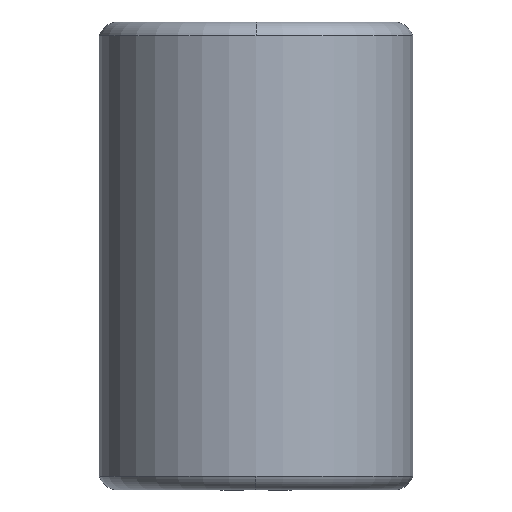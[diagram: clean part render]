
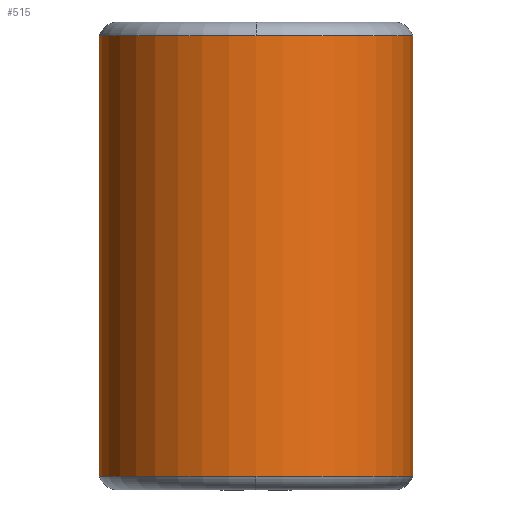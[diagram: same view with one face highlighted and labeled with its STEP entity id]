
A CAD part, front view. The second image highlights one B-rep face of the part: STEP entity #515.
In plain terms, the highlighted cylindrical face has radius 5.994 mm (diameter 11.988 mm), a partial arc.
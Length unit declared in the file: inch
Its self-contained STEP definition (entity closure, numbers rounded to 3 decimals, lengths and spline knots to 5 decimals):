
#9 = DIRECTION ( 'NONE',  ( 1., 0., 0. ) ) ;
#27 = CYLINDRICAL_SURFACE ( 'NONE', #618, 0.23597 ) ;
#49 = CARTESIAN_POINT ( 'NONE',  ( 0.23597, 0., -0.33172 ) ) ;
#51 = VERTEX_POINT ( 'NONE', #181 ) ;
#116 = DIRECTION ( 'NONE',  ( 0., 0., 1. ) ) ;
#129 = DIRECTION ( 'NONE',  ( 0., 0., 1. ) ) ;
#152 = CARTESIAN_POINT ( 'NONE',  ( 0., 0., 0.33172 ) ) ;
#178 = AXIS2_PLACEMENT_3D ( 'NONE', #795, #867, #550 ) ;
#181 = CARTESIAN_POINT ( 'NONE',  ( 0., -0.23598, 0.33172 ) ) ;
#185 = CIRCLE ( 'NONE', #498, 0.23597 ) ;
#193 = AXIS2_PLACEMENT_3D ( 'NONE', #634, #292, #203 ) ;
#203 = DIRECTION ( 'NONE',  ( 0., -1., 0. ) ) ;
#207 = CARTESIAN_POINT ( 'NONE',  ( 0., 0., -0.33172 ) ) ;
#214 = DIRECTION ( 'NONE',  ( 0., 0., 1. ) ) ;
#221 = DIRECTION ( 'NONE',  ( 0., 0., -1. ) ) ;
#237 = VERTEX_POINT ( 'NONE', #424 ) ;
#242 = CARTESIAN_POINT ( 'NONE',  ( -0.23597, 0., -0.33172 ) ) ;
#279 = VECTOR ( 'NONE', #214, 39.37008 ) ;
#283 = AXIS2_PLACEMENT_3D ( 'NONE', #152, #221, #876 ) ;
#292 = DIRECTION ( 'NONE',  ( 0., 0., 1. ) ) ;
#305 = ORIENTED_EDGE ( 'NONE', *, *, #440, .T. ) ;
#390 = CARTESIAN_POINT ( 'NONE',  ( 0., -0.23598, -0.33172 ) ) ;
#422 = DIRECTION ( 'NONE',  ( 0., 0., 1. ) ) ;
#424 = CARTESIAN_POINT ( 'NONE',  ( 0.23597, 0., 0.33172 ) ) ;
#435 = EDGE_CURVE ( 'NONE', #51, #873, #613, .T. ) ;
#440 = EDGE_CURVE ( 'NONE', #237, #51, #949, .T. ) ;
#463 = LINE ( 'NONE', #940, #279 ) ;
#498 = AXIS2_PLACEMENT_3D ( 'NONE', #207, #116, #1025 ) ;
#509 = ORIENTED_EDGE ( 'NONE', *, *, #1042, .T. ) ;
#515 = ADVANCED_FACE ( 'NONE', ( #664 ), #27, .T. ) ;
#519 = ORIENTED_EDGE ( 'NONE', *, *, #435, .T. ) ;
#550 = DIRECTION ( 'NONE',  ( 0., 1., 0. ) ) ;
#574 = CARTESIAN_POINT ( 'NONE',  ( -0.23597, 0., 0.33172 ) ) ;
#585 = EDGE_CURVE ( 'NONE', #607, #237, #844, .T. ) ;
#607 = VERTEX_POINT ( 'NONE', #49 ) ;
#613 = CIRCLE ( 'NONE', #283, 0.23597 ) ;
#618 = AXIS2_PLACEMENT_3D ( 'NONE', #752, #422, #9 ) ;
#625 = EDGE_CURVE ( 'NONE', #1011, #607, #185, .T. ) ;
#626 = CARTESIAN_POINT ( 'NONE',  ( 0.23597, 0., -0.35235 ) ) ;
#634 = CARTESIAN_POINT ( 'NONE',  ( 0., 0., -0.33172 ) ) ;
#652 = ORIENTED_EDGE ( 'NONE', *, *, #1036, .F. ) ;
#661 = CIRCLE ( 'NONE', #193, 0.23597 ) ;
#664 = FACE_OUTER_BOUND ( 'NONE', #779, .T. ) ;
#705 = VECTOR ( 'NONE', #129, 39.37008 ) ;
#752 = CARTESIAN_POINT ( 'NONE',  ( 0., 0., -0.35235 ) ) ;
#773 = VERTEX_POINT ( 'NONE', #242 ) ;
#779 = EDGE_LOOP ( 'NONE', ( #652, #509, #857, #784, #305, #519 ) ) ;
#784 = ORIENTED_EDGE ( 'NONE', *, *, #585, .T. ) ;
#795 = CARTESIAN_POINT ( 'NONE',  ( 0., 0., 0.33172 ) ) ;
#844 = LINE ( 'NONE', #626, #705 ) ;
#857 = ORIENTED_EDGE ( 'NONE', *, *, #625, .T. ) ;
#867 = DIRECTION ( 'NONE',  ( 0., 0., -1. ) ) ;
#873 = VERTEX_POINT ( 'NONE', #574 ) ;
#876 = DIRECTION ( 'NONE',  ( 0., 1., 0. ) ) ;
#940 = CARTESIAN_POINT ( 'NONE',  ( -0.23597, 0., -0.35235 ) ) ;
#949 = CIRCLE ( 'NONE', #178, 0.23597 ) ;
#1011 = VERTEX_POINT ( 'NONE', #390 ) ;
#1025 = DIRECTION ( 'NONE',  ( 0., -1., 0. ) ) ;
#1036 = EDGE_CURVE ( 'NONE', #773, #873, #463, .T. ) ;
#1042 = EDGE_CURVE ( 'NONE', #773, #1011, #661, .T. ) ;
